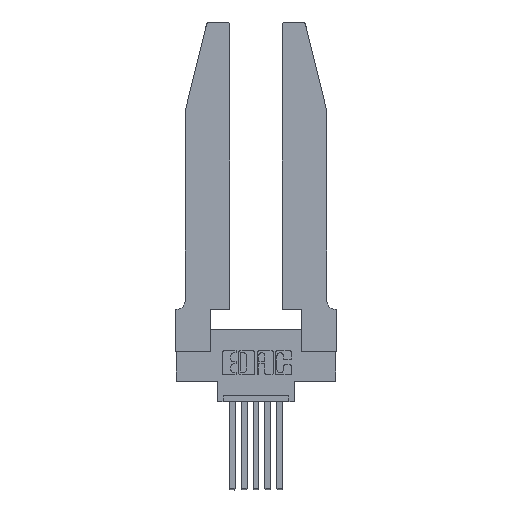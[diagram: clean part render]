
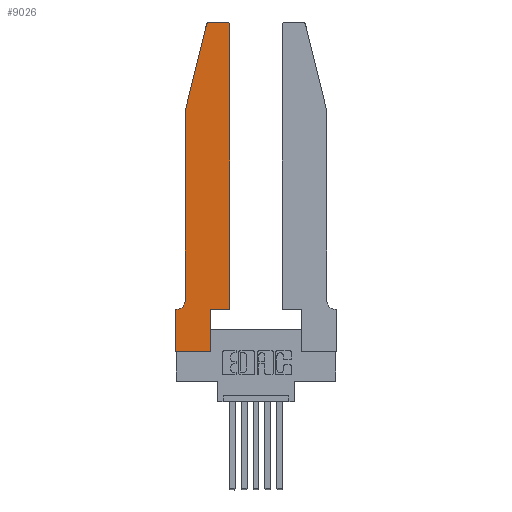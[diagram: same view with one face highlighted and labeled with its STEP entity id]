
A CAD part, top view. The second image highlights one B-rep face of the part: STEP entity #9026.
In plain terms, the highlighted planar face has unit normal (0, 0, 1).
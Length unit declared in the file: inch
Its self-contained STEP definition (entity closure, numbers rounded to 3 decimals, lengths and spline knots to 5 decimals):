
#12 = CARTESIAN_POINT ( 'NONE',  ( 0.284, 2.72, 0.37 ) ) ;
#14 = EDGE_CURVE ( 'NONE', #5546, #12115, #2282, .T. ) ;
#156 = VERTEX_POINT ( 'NONE', #4665 ) ;
#290 = EDGE_CURVE ( 'NONE', #156, #9087, #3903, .T. ) ;
#329 = CARTESIAN_POINT ( 'NONE',  ( 0.4505, 0.35, 0.37 ) ) ;
#561 = EDGE_CURVE ( 'NONE', #5395, #10543, #4699, .T. ) ;
#1294 = EDGE_CURVE ( 'NONE', #3871, #156, #1403, .T. ) ;
#1403 = LINE ( 'NONE', #6224, #2406 ) ;
#1432 = ORIENTED_EDGE ( 'NONE', *, *, #9061, .T. ) ;
#1594 = DIRECTION ( 'NONE',  ( 1., 0., 0. ) ) ;
#1610 = VECTOR ( 'NONE', #1973, 39.37008 ) ;
#1629 = CARTESIAN_POINT ( 'NONE',  ( 0.284, 2.75, 0.37 ) ) ;
#1923 = VECTOR ( 'NONE', #4293, 39.37008 ) ;
#1932 = CARTESIAN_POINT ( 'NONE',  ( 0.0755, 2., 0.37 ) ) ;
#1973 = DIRECTION ( 'NONE',  ( 0., -1., 0. ) ) ;
#2040 = CIRCLE ( 'NONE', #3787, 0.03 ) ;
#2070 = VERTEX_POINT ( 'NONE', #329 ) ;
#2133 = ORIENTED_EDGE ( 'NONE', *, *, #7521, .T. ) ;
#2282 = CIRCLE ( 'NONE', #3213, 0.03 ) ;
#2299 = ORIENTED_EDGE ( 'NONE', *, *, #6465, .T. ) ;
#2380 = ORIENTED_EDGE ( 'NONE', *, *, #9422, .T. ) ;
#2406 = VECTOR ( 'NONE', #3023, 39.37008 ) ;
#2534 = VERTEX_POINT ( 'NONE', #1629 ) ;
#3023 = DIRECTION ( 'NONE',  ( -0.239, -0.971, 0. ) ) ;
#3103 = AXIS2_PLACEMENT_3D ( 'NONE', #3617, #5564, #5519 ) ;
#3166 = CARTESIAN_POINT ( 'NONE',  ( 0.2605, 2.75, 0.37 ) ) ;
#3213 = AXIS2_PLACEMENT_3D ( 'NONE', #3339, #10617, #4397 ) ;
#3288 = LINE ( 'NONE', #7818, #11414 ) ;
#3339 = CARTESIAN_POINT ( 'NONE',  ( 0.4205, 2.72, 0.37 ) ) ;
#3407 = VERTEX_POINT ( 'NONE', #7017 ) ;
#3560 = LINE ( 'NONE', #10108, #6990 ) ;
#3617 = CARTESIAN_POINT ( 'NONE',  ( 0., 0.35, 0.37 ) ) ;
#3787 = AXIS2_PLACEMENT_3D ( 'NONE', #12, #8185, #9251 ) ;
#3831 = AXIS2_PLACEMENT_3D ( 'NONE', #12163, #6743, #7849 ) ;
#3871 = VERTEX_POINT ( 'NONE', #9584 ) ;
#3903 = LINE ( 'NONE', #1932, #1610 ) ;
#3982 = VECTOR ( 'NONE', #9494, 39.37008 ) ;
#4098 = EDGE_CURVE ( 'NONE', #10792, #5424, #12438, .T. ) ;
#4185 = CARTESIAN_POINT ( 'NONE',  ( 0., 0.35, 0.37 ) ) ;
#4293 = DIRECTION ( 'NONE',  ( 0., -1., 0. ) ) ;
#4397 = DIRECTION ( 'NONE',  ( 1., 0., 0. ) ) ;
#4579 = EDGE_LOOP ( 'NONE', ( #2380, #1432, #8773, #7413, #10775, #8613, #2133, #2299, #12724, #12136, #10628, #10708 ) ) ;
#4665 = CARTESIAN_POINT ( 'NONE',  ( 0.0755, 2., 0.37 ) ) ;
#4699 = LINE ( 'NONE', #6436, #9114 ) ;
#5030 = DIRECTION ( 'NONE',  ( 0., 1., 0. ) ) ;
#5260 = LINE ( 'NONE', #3166, #3982 ) ;
#5395 = VERTEX_POINT ( 'NONE', #12616 ) ;
#5424 = VERTEX_POINT ( 'NONE', #4185 ) ;
#5519 = DIRECTION ( 'NONE',  ( 1., 0., 0. ) ) ;
#5546 = VERTEX_POINT ( 'NONE', #10316 ) ;
#5564 = DIRECTION ( 'NONE',  ( 0., 0., 1. ) ) ;
#5597 = FACE_OUTER_BOUND ( 'NONE', #4579, .T. ) ;
#5817 = EDGE_CURVE ( 'NONE', #10543, #2070, #3288, .T. ) ;
#6224 = CARTESIAN_POINT ( 'NONE',  ( 0.0755, 2., 0.37 ) ) ;
#6436 = CARTESIAN_POINT ( 'NONE',  ( 0.2865, 0.35, 0.37 ) ) ;
#6465 = EDGE_CURVE ( 'NONE', #3407, #5395, #3560, .T. ) ;
#6743 = DIRECTION ( 'NONE',  ( 0., 0., -1. ) ) ;
#6835 = DIRECTION ( 'NONE',  ( -1., 0., 0. ) ) ;
#6990 = VECTOR ( 'NONE', #9056, 39.37008 ) ;
#7017 = CARTESIAN_POINT ( 'NONE',  ( 0., 0., 0.37 ) ) ;
#7323 = EDGE_CURVE ( 'NONE', #2070, #5546, #9096, .T. ) ;
#7413 = ORIENTED_EDGE ( 'NONE', *, *, #290, .T. ) ;
#7521 = EDGE_CURVE ( 'NONE', #5424, #3407, #11518, .T. ) ;
#7806 = CARTESIAN_POINT ( 'NONE',  ( 0.4505, 0.35, 0.37 ) ) ;
#7818 = CARTESIAN_POINT ( 'NONE',  ( 0.4505, 0.35, 0.37 ) ) ;
#7849 = DIRECTION ( 'NONE',  ( -1., 0., 0. ) ) ;
#8051 = VECTOR ( 'NONE', #6835, 39.37008 ) ;
#8185 = DIRECTION ( 'NONE',  ( 0., 0., 1. ) ) ;
#8265 = VECTOR ( 'NONE', #5030, 39.37008 ) ;
#8298 = CIRCLE ( 'NONE', #3831, 0.07 ) ;
#8380 = CARTESIAN_POINT ( 'NONE',  ( 0., 0., 0.37 ) ) ;
#8613 = ORIENTED_EDGE ( 'NONE', *, *, #4098, .T. ) ;
#8773 = ORIENTED_EDGE ( 'NONE', *, *, #1294, .T. ) ;
#9026 = ADVANCED_FACE ( 'NONE', ( #5597 ), #12884, .T. ) ;
#9056 = DIRECTION ( 'NONE',  ( 1., 0., 0. ) ) ;
#9061 = EDGE_CURVE ( 'NONE', #2534, #3871, #2040, .T. ) ;
#9087 = VERTEX_POINT ( 'NONE', #12619 ) ;
#9096 = LINE ( 'NONE', #7806, #8265 ) ;
#9114 = VECTOR ( 'NONE', #10433, 39.37008 ) ;
#9251 = DIRECTION ( 'NONE',  ( 1., 0., 0. ) ) ;
#9308 = CARTESIAN_POINT ( 'NONE',  ( 0.2865, 0.35, 0.37 ) ) ;
#9422 = EDGE_CURVE ( 'NONE', #12115, #2534, #5260, .T. ) ;
#9494 = DIRECTION ( 'NONE',  ( -1., 0., 0. ) ) ;
#9584 = CARTESIAN_POINT ( 'NONE',  ( 0.25487, 2.72718, 0.37 ) ) ;
#10077 = CARTESIAN_POINT ( 'NONE',  ( 0.4205, 2.75, 0.37 ) ) ;
#10108 = CARTESIAN_POINT ( 'NONE',  ( 0., 0., 0.37 ) ) ;
#10316 = CARTESIAN_POINT ( 'NONE',  ( 0.4505, 2.72, 0.37 ) ) ;
#10433 = DIRECTION ( 'NONE',  ( 0., 1., 0. ) ) ;
#10543 = VERTEX_POINT ( 'NONE', #9308 ) ;
#10617 = DIRECTION ( 'NONE',  ( 0., 0., 1. ) ) ;
#10628 = ORIENTED_EDGE ( 'NONE', *, *, #7323, .T. ) ;
#10708 = ORIENTED_EDGE ( 'NONE', *, *, #14, .T. ) ;
#10775 = ORIENTED_EDGE ( 'NONE', *, *, #12599, .T. ) ;
#10792 = VERTEX_POINT ( 'NONE', #12951 ) ;
#11414 = VECTOR ( 'NONE', #1594, 39.37008 ) ;
#11518 = LINE ( 'NONE', #8380, #1923 ) ;
#12058 = CARTESIAN_POINT ( 'NONE',  ( 0.0755, 0.35, 0.37 ) ) ;
#12115 = VERTEX_POINT ( 'NONE', #10077 ) ;
#12136 = ORIENTED_EDGE ( 'NONE', *, *, #5817, .T. ) ;
#12163 = CARTESIAN_POINT ( 'NONE',  ( 0.0055, 0.42, 0.37 ) ) ;
#12438 = LINE ( 'NONE', #12058, #8051 ) ;
#12599 = EDGE_CURVE ( 'NONE', #9087, #10792, #8298, .T. ) ;
#12616 = CARTESIAN_POINT ( 'NONE',  ( 0.2865, 0., 0.37 ) ) ;
#12619 = CARTESIAN_POINT ( 'NONE',  ( 0.0755, 0.42, 0.37 ) ) ;
#12724 = ORIENTED_EDGE ( 'NONE', *, *, #561, .T. ) ;
#12884 = PLANE ( 'NONE',  #3103 ) ;
#12951 = CARTESIAN_POINT ( 'NONE',  ( 0.0055, 0.35, 0.37 ) ) ;
